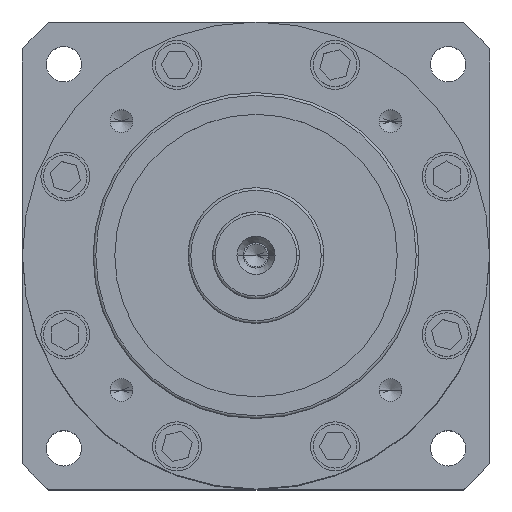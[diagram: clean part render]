
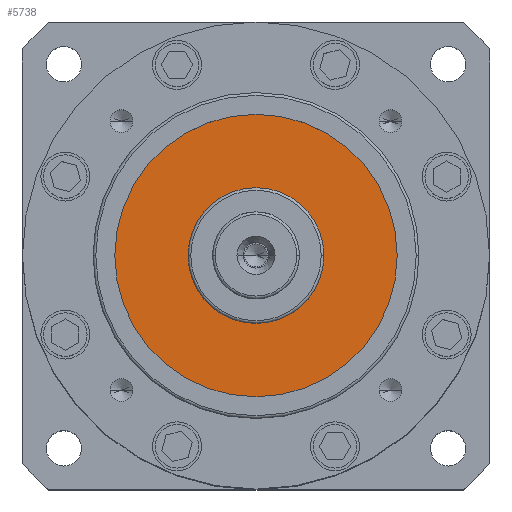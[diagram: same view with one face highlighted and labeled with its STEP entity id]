
A CAD part, top view. The second image highlights one B-rep face of the part: STEP entity #5738.
In plain terms, the highlighted planar face has unit normal (0, 0, 1).
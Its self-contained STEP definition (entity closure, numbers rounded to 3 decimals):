
#76 = DIRECTION ( 'NONE',  ( 1., 0., 0. ) ) ;
#188 = DIRECTION ( 'NONE',  ( 1., 0., 0. ) ) ;
#368 = AXIS2_PLACEMENT_3D ( 'NONE', #1269, #3682, #3252 ) ;
#690 = ORIENTED_EDGE ( 'NONE', *, *, #4622, .F. ) ;
#844 = CARTESIAN_POINT ( 'NONE',  ( -26., 0., 0.5 ) ) ;
#1231 = EDGE_CURVE ( 'NONE', #2949, #4852, #5334, .T. ) ;
#1269 = CARTESIAN_POINT ( 'NONE',  ( 0., 0., 0.5 ) ) ;
#1322 = ORIENTED_EDGE ( 'NONE', *, *, #1539, .T. ) ;
#1402 = CIRCLE ( 'NONE', #3106, 12.5 ) ;
#1539 = EDGE_CURVE ( 'NONE', #4866, #6310, #6077, .T. ) ;
#1842 = CARTESIAN_POINT ( 'NONE',  ( 0., 0., 0.5 ) ) ;
#2168 = CIRCLE ( 'NONE', #2810, 26. ) ;
#2247 = CARTESIAN_POINT ( 'NONE',  ( 0., 0., 0.5 ) ) ;
#2294 = DIRECTION ( 'NONE',  ( 0., 0., 1. ) ) ;
#2306 = EDGE_LOOP ( 'NONE', ( #690, #2479 ) ) ;
#2325 = CARTESIAN_POINT ( 'NONE',  ( -12.5, 0., 0.5 ) ) ;
#2343 = DIRECTION ( 'NONE',  ( 1., 0., 0. ) ) ;
#2479 = ORIENTED_EDGE ( 'NONE', *, *, #1231, .F. ) ;
#2810 = AXIS2_PLACEMENT_3D ( 'NONE', #5212, #2294, #5677 ) ;
#2949 = VERTEX_POINT ( 'NONE', #3355 ) ;
#3106 = AXIS2_PLACEMENT_3D ( 'NONE', #6010, #3121, #188 ) ;
#3121 = DIRECTION ( 'NONE',  ( 0., 0., 1. ) ) ;
#3252 = DIRECTION ( 'NONE',  ( 1., 0., 0. ) ) ;
#3328 = FACE_BOUND ( 'NONE', #2306, .T. ) ;
#3355 = CARTESIAN_POINT ( 'NONE',  ( 12.5, 0., 0.5 ) ) ;
#3571 = AXIS2_PLACEMENT_3D ( 'NONE', #2247, #5188, #76 ) ;
#3682 = DIRECTION ( 'NONE',  ( 0., 0., 1. ) ) ;
#4155 = ORIENTED_EDGE ( 'NONE', *, *, #5693, .T. ) ;
#4282 = PLANE ( 'NONE',  #4753 ) ;
#4622 = EDGE_CURVE ( 'NONE', #4852, #2949, #1402, .T. ) ;
#4753 = AXIS2_PLACEMENT_3D ( 'NONE', #1842, #5260, #2343 ) ;
#4852 = VERTEX_POINT ( 'NONE', #2325 ) ;
#4866 = VERTEX_POINT ( 'NONE', #5726 ) ;
#5188 = DIRECTION ( 'NONE',  ( 0., 0., 1. ) ) ;
#5212 = CARTESIAN_POINT ( 'NONE',  ( 0., 0., 0.5 ) ) ;
#5260 = DIRECTION ( 'NONE',  ( 0., 0., 1. ) ) ;
#5334 = CIRCLE ( 'NONE', #3571, 12.5 ) ;
#5572 = FACE_OUTER_BOUND ( 'NONE', #6193, .T. ) ;
#5677 = DIRECTION ( 'NONE',  ( 1., 0., 0. ) ) ;
#5693 = EDGE_CURVE ( 'NONE', #6310, #4866, #2168, .T. ) ;
#5726 = CARTESIAN_POINT ( 'NONE',  ( 26., 0., 0.5 ) ) ;
#5738 = ADVANCED_FACE ( 'NONE', ( #3328, #5572 ), #4282, .T. ) ;
#6010 = CARTESIAN_POINT ( 'NONE',  ( 0., 0., 0.5 ) ) ;
#6077 = CIRCLE ( 'NONE', #368, 26. ) ;
#6193 = EDGE_LOOP ( 'NONE', ( #1322, #4155 ) ) ;
#6310 = VERTEX_POINT ( 'NONE', #844 ) ;
